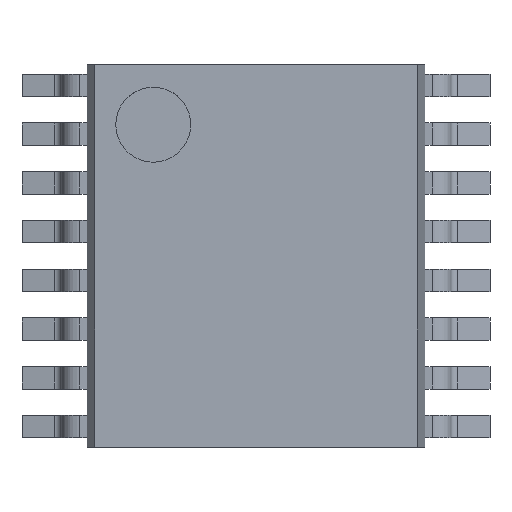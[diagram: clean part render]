
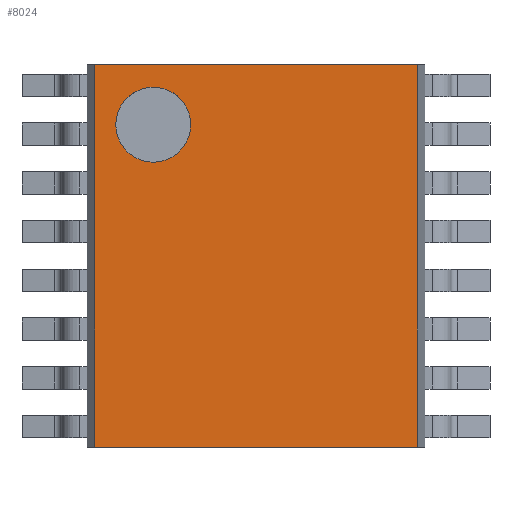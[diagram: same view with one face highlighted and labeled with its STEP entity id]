
A CAD part, top view. The second image highlights one B-rep face of the part: STEP entity #8024.
In plain terms, the highlighted planar face has unit normal (0, 0, 1).
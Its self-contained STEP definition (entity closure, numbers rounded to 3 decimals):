
#7670=CARTESIAN_POINT('',(-0.871,1.75,1.2));
#7671=VERTEX_POINT('',#7670);
#7680=CARTESIAN_POINT('',(-1.871,1.75,1.2));
#7681=VERTEX_POINT('',#7680);
#7682=CARTESIAN_POINT('',(-1.371,1.75,1.2));
#7683=DIRECTION('',(0.0,0.0,-1.0));
#7684=DIRECTION('',(1.0,0.0,0.0));
#7685=AXIS2_PLACEMENT_3D('',#7682,#7683,#7684);
#7686=CIRCLE('',#7685,0.5);
#7687=EDGE_CURVE('',#7681,#7671,#7686,.T.);
#7721=CARTESIAN_POINT('',(-1.371,1.75,1.2));
#7722=DIRECTION('',(0.0,0.0,-1.0));
#7723=DIRECTION('',(1.0,0.0,0.0));
#7724=AXIS2_PLACEMENT_3D('',#7721,#7722,#7723);
#7725=CIRCLE('',#7724,0.5);
#7726=EDGE_CURVE('',#7671,#7681,#7725,.T.);
#7748=CARTESIAN_POINT('',(2.153,2.55,1.2));
#7749=VERTEX_POINT('',#7748);
#7756=CARTESIAN_POINT('',(2.153,-2.55,1.2));
#7757=VERTEX_POINT('',#7756);
#7758=CARTESIAN_POINT('',(2.153,-2.55,1.2));
#7759=DIRECTION('',(0.0,1.0,0.0));
#7760=VECTOR('',#7759,5.1);
#7761=LINE('',#7758,#7760);
#7762=EDGE_CURVE('',#7757,#7749,#7761,.T.);
#7803=CARTESIAN_POINT('',(-2.153,-2.55,1.2));
#7804=VERTEX_POINT('',#7803);
#7805=CARTESIAN_POINT('',(2.153,-2.55,1.2));
#7806=DIRECTION('',(-1.0,0.0,0.0));
#7807=VECTOR('',#7806,4.306);
#7808=LINE('',#7805,#7807);
#7809=EDGE_CURVE('',#7757,#7804,#7808,.T.);
#7849=CARTESIAN_POINT('',(-2.153,2.55,1.2));
#7850=VERTEX_POINT('',#7849);
#7866=CARTESIAN_POINT('',(-2.153,2.55,1.2));
#7867=DIRECTION('',(0.0,-1.0,0.0));
#7868=VECTOR('',#7867,5.1);
#7869=LINE('',#7866,#7868);
#7870=EDGE_CURVE('',#7804,#7850,#7869,.F.);
#7919=CARTESIAN_POINT('',(2.153,2.55,1.2));
#7920=DIRECTION('',(-1.0,0.0,0.0));
#7921=VECTOR('',#7920,4.306);
#7922=LINE('',#7919,#7921);
#7923=EDGE_CURVE('',#7749,#7850,#7922,.T.);
#8009=CARTESIAN_POINT('',(2.171,-5.35,1.2));
#8010=DIRECTION('',(0.0,0.0,1.0));
#8011=DIRECTION('',(0.0,-1.0,0.0));
#8012=AXIS2_PLACEMENT_3D('',#8009,#8010,#8011);
#8013=PLANE('',#8012);
#8014=ORIENTED_EDGE('',*,*,#7923,.T.);
#8015=ORIENTED_EDGE('',*,*,#7870,.F.);
#8016=ORIENTED_EDGE('',*,*,#7809,.F.);
#8017=ORIENTED_EDGE('',*,*,#7762,.T.);
#8018=EDGE_LOOP('',(#8014,#8015,#8016,#8017));
#8019=FACE_OUTER_BOUND('',#8018,.T.);
#8020=ORIENTED_EDGE('',*,*,#7726,.T.);
#8021=ORIENTED_EDGE('',*,*,#7687,.T.);
#8022=EDGE_LOOP('',(#8020,#8021));
#8023=FACE_BOUND('',#8022,.T.);
#8024=ADVANCED_FACE('',(#8019,#8023),#8013,.T.);
